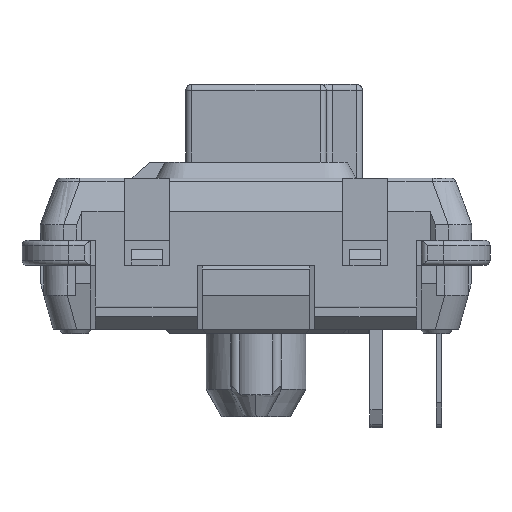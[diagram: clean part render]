
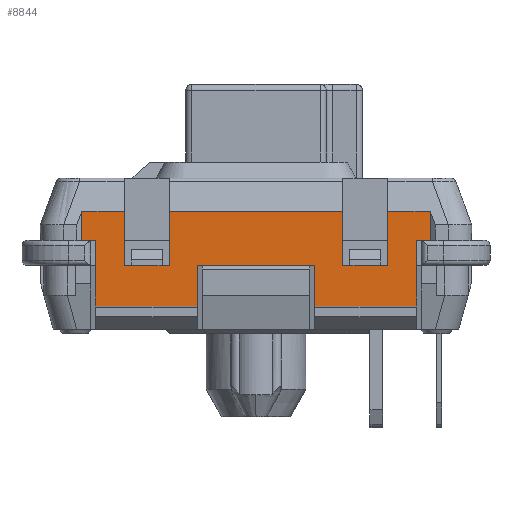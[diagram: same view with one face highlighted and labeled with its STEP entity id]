
A CAD part, left-side view. The second image highlights one B-rep face of the part: STEP entity #8844.
In plain terms, the highlighted planar face has unit normal (-1, 0, 0).
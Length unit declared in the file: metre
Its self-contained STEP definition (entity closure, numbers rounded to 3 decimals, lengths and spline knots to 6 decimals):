
#1537=ORIENTED_EDGE('',*,*,#3718,.F.);
#1538=ORIENTED_EDGE('',*,*,#3713,.F.);
#1539=ORIENTED_EDGE('',*,*,#3685,.T.);
#1540=ORIENTED_EDGE('',*,*,#3719,.F.);
#1541=ORIENTED_EDGE('',*,*,#3720,.T.);
#1542=ORIENTED_EDGE('',*,*,#3721,.F.);
#1543=ORIENTED_EDGE('',*,*,#3722,.F.);
#1544=ORIENTED_EDGE('',*,*,#3723,.F.);
#1545=ORIENTED_EDGE('',*,*,#3724,.T.);
#1546=ORIENTED_EDGE('',*,*,#3725,.F.);
#1547=ORIENTED_EDGE('',*,*,#3726,.F.);
#1548=ORIENTED_EDGE('',*,*,#3727,.F.);
#1549=ORIENTED_EDGE('',*,*,#3542,.T.);
#1550=ORIENTED_EDGE('',*,*,#3728,.F.);
#1551=ORIENTED_EDGE('',*,*,#3672,.T.);
#1552=ORIENTED_EDGE('',*,*,#3436,.F.);
#1553=ORIENTED_EDGE('',*,*,#3709,.F.);
#1554=ORIENTED_EDGE('',*,*,#3729,.F.);
#1555=ORIENTED_EDGE('',*,*,#3730,.T.);
#1556=ORIENTED_EDGE('',*,*,#3731,.F.);
#3436=EDGE_CURVE('',#4661,#4662,#5488,.T.);
#3542=EDGE_CURVE('',#4743,#4742,#5574,.T.);
#3672=EDGE_CURVE('',#4820,#4662,#5684,.T.);
#3685=EDGE_CURVE('',#4828,#4827,#5697,.T.);
#3709=EDGE_CURVE('',#4845,#4661,#5721,.T.);
#3713=EDGE_CURVE('',#4828,#4847,#5725,.T.);
#3718=EDGE_CURVE('',#4847,#4849,#5730,.T.);
#3719=EDGE_CURVE('',#4850,#4827,#5731,.T.);
#3720=EDGE_CURVE('',#4850,#4851,#5732,.T.);
#3721=EDGE_CURVE('',#4852,#4851,#5733,.T.);
#3722=EDGE_CURVE('',#4853,#4852,#5734,.T.);
#3723=EDGE_CURVE('',#4854,#4853,#5735,.T.);
#3724=EDGE_CURVE('',#4854,#4855,#5736,.T.);
#3725=EDGE_CURVE('',#4856,#4855,#5737,.T.);
#3726=EDGE_CURVE('',#4857,#4856,#5738,.T.);
#3727=EDGE_CURVE('',#4743,#4857,#5739,.T.);
#3728=EDGE_CURVE('',#4820,#4742,#5740,.T.);
#3729=EDGE_CURVE('',#4858,#4845,#5741,.T.);
#3730=EDGE_CURVE('',#4858,#4859,#5742,.T.);
#3731=EDGE_CURVE('',#4849,#4859,#5743,.T.);
#4661=VERTEX_POINT('',#13278);
#4662=VERTEX_POINT('',#13279);
#4742=VERTEX_POINT('',#13621);
#4743=VERTEX_POINT('',#13623);
#4820=VERTEX_POINT('',#13885);
#4827=VERTEX_POINT('',#13904);
#4828=VERTEX_POINT('',#13906);
#4845=VERTEX_POINT('',#13950);
#4847=VERTEX_POINT('',#13958);
#4849=VERTEX_POINT('',#13968);
#4850=VERTEX_POINT('',#13970);
#4851=VERTEX_POINT('',#13972);
#4852=VERTEX_POINT('',#13974);
#4853=VERTEX_POINT('',#13976);
#4854=VERTEX_POINT('',#13978);
#4855=VERTEX_POINT('',#13980);
#4856=VERTEX_POINT('',#13982);
#4857=VERTEX_POINT('',#13984);
#4858=VERTEX_POINT('',#13988);
#4859=VERTEX_POINT('',#13990);
#5488=LINE('',#13277,#6500);
#5574=LINE('',#13622,#6586);
#5684=LINE('',#13884,#6696);
#5697=LINE('',#13905,#6709);
#5721=LINE('',#13951,#6733);
#5725=LINE('',#13957,#6737);
#5730=LINE('',#13967,#6742);
#5731=LINE('',#13969,#6743);
#5732=LINE('',#13971,#6744);
#5733=LINE('',#13973,#6745);
#5734=LINE('',#13975,#6746);
#5735=LINE('',#13977,#6747);
#5736=LINE('',#13979,#6748);
#5737=LINE('',#13981,#6749);
#5738=LINE('',#13983,#6750);
#5739=LINE('',#13985,#6751);
#5740=LINE('',#13986,#6752);
#5741=LINE('',#13987,#6753);
#5742=LINE('',#13989,#6754);
#5743=LINE('',#13991,#6755);
#6500=VECTOR('',#10471,1.);
#6586=VECTOR('',#10621,1.);
#6696=VECTOR('',#10875,1.);
#6709=VECTOR('',#10888,1.);
#6733=VECTOR('',#10920,1.);
#6737=VECTOR('',#10926,1.);
#6742=VECTOR('',#10937,1.);
#6743=VECTOR('',#10938,1.);
#6744=VECTOR('',#10939,1.);
#6745=VECTOR('',#10940,1.);
#6746=VECTOR('',#10941,1.);
#6747=VECTOR('',#10942,1.);
#6748=VECTOR('',#10943,1.);
#6749=VECTOR('',#10944,1.);
#6750=VECTOR('',#10945,1.);
#6751=VECTOR('',#10946,1.);
#6752=VECTOR('',#10947,1.);
#6753=VECTOR('',#10948,1.);
#6754=VECTOR('',#10949,1.);
#6755=VECTOR('',#10950,1.);
#7493=EDGE_LOOP('',(#1537,#1538,#1539,#1540,#1541,#1542,#1543,#1544,#1545,
#1546,#1547,#1548,#1549,#1550,#1551,#1552,#1553,#1554,#1555,#1556));
#8011=FACE_BOUND('',#7493,.T.);
#8434=PLANE('',#9493);
#8844=ADVANCED_FACE('',(#8011),#8434,.T.);
#9493=AXIS2_PLACEMENT_3D('',#13966,#10935,#10936);
#10471=DIRECTION('',(0.,0.,1.));
#10621=DIRECTION('',(0.,1.,0.));
#10875=DIRECTION('',(0.,-1.,0.));
#10888=DIRECTION('',(0.,-1.,0.));
#10920=DIRECTION('',(0.,1.,0.));
#10926=DIRECTION('',(0.,0.,-1.));
#10935=DIRECTION('',(-1.,0.,0.));
#10936=DIRECTION('',(0.,0.,1.));
#10937=DIRECTION('',(0.,1.,0.));
#10938=DIRECTION('',(0.,0.,-1.));
#10939=DIRECTION('',(0.,1.,0.));
#10940=DIRECTION('',(0.,0.,1.));
#10941=DIRECTION('',(0.,-1.,0.));
#10942=DIRECTION('',(0.,0.,-1.));
#10943=DIRECTION('',(0.,1.,0.));
#10944=DIRECTION('',(0.,0.,1.));
#10945=DIRECTION('',(0.,-1.,0.));
#10946=DIRECTION('',(0.,0.,-1.));
#10947=DIRECTION('',(0.,0.,1.));
#10948=DIRECTION('',(0.,0.,-1.));
#10949=DIRECTION('',(0.,-1.,0.));
#10950=DIRECTION('',(0.,0.,1.));
#13277=CARTESIAN_POINT('',(-0.006749,0.005145,0.0008));
#13278=CARTESIAN_POINT('',(-0.006749,0.005145,-0.001304));
#13279=CARTESIAN_POINT('',(-0.006749,0.005145,0.0008));
#13621=CARTESIAN_POINT('',(-0.006749,0.005582,0.001742));
#13622=CARTESIAN_POINT('',(-0.006749,0.004902,0.001742));
#13623=CARTESIAN_POINT('',(-0.006749,0.004222,0.001742));
#13884=CARTESIAN_POINT('',(-0.006749,0.005582,0.0008));
#13885=CARTESIAN_POINT('',(-0.006749,0.005582,0.0008));
#13904=CARTESIAN_POINT('',(-0.006749,-0.005582,0.0008));
#13905=CARTESIAN_POINT('',(-0.006749,0.005582,0.0008));
#13906=CARTESIAN_POINT('',(-0.006749,-0.005145,0.0008));
#13950=CARTESIAN_POINT('',(-0.006749,0.001878,-0.001304));
#13951=CARTESIAN_POINT('',(-0.006749,0.005582,-0.001304));
#13957=CARTESIAN_POINT('',(-0.006749,-0.005145,-0.002054));
#13958=CARTESIAN_POINT('',(-0.006749,-0.005145,-0.001304));
#13966=CARTESIAN_POINT('',(-0.006749,0.005582,0.001742));
#13967=CARTESIAN_POINT('',(-0.006749,0.005582,-0.001304));
#13968=CARTESIAN_POINT('',(-0.006749,-0.001878,-0.001304));
#13969=CARTESIAN_POINT('',(-0.006749,-0.005582,0.001742));
#13970=CARTESIAN_POINT('',(-0.006749,-0.005582,0.001742));
#13971=CARTESIAN_POINT('',(-0.006749,-0.004902,0.001742));
#13972=CARTESIAN_POINT('',(-0.006749,-0.004222,0.001742));
#13973=CARTESIAN_POINT('',(-0.006749,-0.004222,0.0028));
#13974=CARTESIAN_POINT('',(-0.006749,-0.004222,0.));
#13975=CARTESIAN_POINT('',(-0.006749,0.001878,0.));
#13976=CARTESIAN_POINT('',(-0.006749,-0.002781,0.));
#13977=CARTESIAN_POINT('',(-0.006749,-0.002781,0.0028));
#13978=CARTESIAN_POINT('',(-0.006749,-0.002781,0.001742));
#13979=CARTESIAN_POINT('',(-0.006749,0.,0.001742));
#13980=CARTESIAN_POINT('',(-0.006749,0.002781,0.001742));
#13981=CARTESIAN_POINT('',(-0.006749,0.002781,0.0028));
#13982=CARTESIAN_POINT('',(-0.006749,0.002781,0.));
#13983=CARTESIAN_POINT('',(-0.006749,0.001878,0.));
#13984=CARTESIAN_POINT('',(-0.006749,0.004222,0.));
#13985=CARTESIAN_POINT('',(-0.006749,0.004222,0.0028));
#13986=CARTESIAN_POINT('',(-0.006749,0.005582,0.001742));
#13987=CARTESIAN_POINT('',(-0.006749,0.001878,0.));
#13988=CARTESIAN_POINT('',(-0.006749,0.001878,0.));
#13989=CARTESIAN_POINT('',(-0.006749,0.005582,0.));
#13990=CARTESIAN_POINT('',(-0.006749,-0.001878,0.));
#13991=CARTESIAN_POINT('',(-0.006749,-0.001878,0.));
